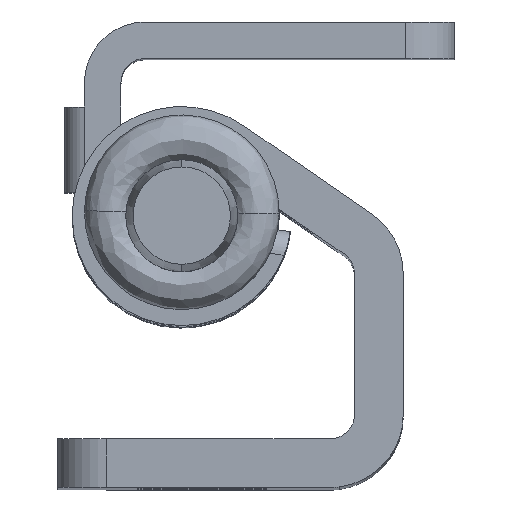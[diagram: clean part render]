
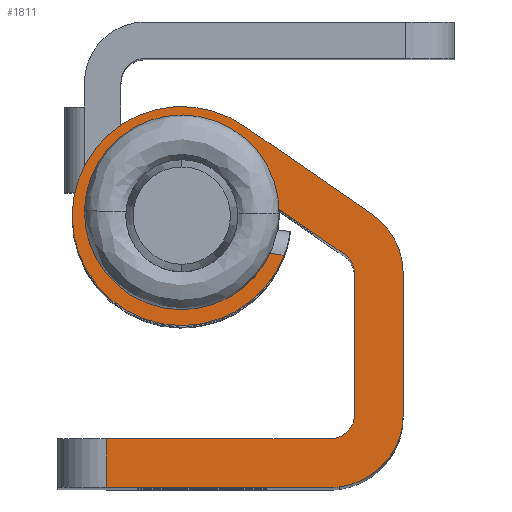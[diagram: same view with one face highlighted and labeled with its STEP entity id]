
A CAD part, top view. The second image highlights one B-rep face of the part: STEP entity #1811.
In plain terms, the highlighted planar face has unit normal (0, 0, -1).
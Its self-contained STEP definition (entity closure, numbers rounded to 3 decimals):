
#19 = VECTOR ( 'NONE', #650, 1000. ) ;
#23 = CARTESIAN_POINT ( 'NONE',  ( -83.638, 15.367, 64.689 ) ) ;
#26 = CARTESIAN_POINT ( 'NONE',  ( -74.538, 7.217, 64.689 ) ) ;
#67 = EDGE_CURVE ( 'NONE', #810, #306, #2080, .T. ) ;
#70 = ORIENTED_EDGE ( 'NONE', *, *, #643, .F. ) ;
#71 = DIRECTION ( 'NONE',  ( -1., 0., 0. ) ) ;
#74 = ORIENTED_EDGE ( 'NONE', *, *, #1618, .F. ) ;
#76 = DIRECTION ( 'NONE',  ( 0., 0., 1. ) ) ;
#87 = CARTESIAN_POINT ( 'NONE',  ( -88.738, 4.067, 64.689 ) ) ;
#89 = VERTEX_POINT ( 'NONE', #570 ) ;
#95 = CARTESIAN_POINT ( 'NONE',  ( -77.538, 7.217, 64.689 ) ) ;
#112 = DIRECTION ( 'NONE',  ( 0., 0., -1. ) ) ;
#164 = CIRCLE ( 'NONE', #1912, 4.5 ) ;
#184 = DIRECTION ( 'NONE',  ( -1., 0., 0. ) ) ;
#191 = VERTEX_POINT ( 'NONE', #1589 ) ;
#264 = DIRECTION ( 'NONE',  ( -0.99, 0.142, 0. ) ) ;
#275 = DIRECTION ( 'NONE',  ( -1., 0., 0. ) ) ;
#287 = AXIS2_PLACEMENT_3D ( 'NONE', #1593, #1793, #400 ) ;
#306 = VERTEX_POINT ( 'NONE', #26 ) ;
#350 = LINE ( 'NONE', #1590, #421 ) ;
#358 = ORIENTED_EDGE ( 'NONE', *, *, #67, .F. ) ;
#366 = CARTESIAN_POINT ( 'NONE',  ( -82.221, 17.427, 64.689 ) ) ;
#400 = DIRECTION ( 'NONE',  ( -1., 0., 0. ) ) ;
#421 = VECTOR ( 'NONE', #1307, 1000. ) ;
#423 = VECTOR ( 'NONE', #264, 1000. ) ;
#462 = VERTEX_POINT ( 'NONE', #2285 ) ;
#484 = CIRCLE ( 'NONE', #2644, 1. ) ;
#514 = DIRECTION ( 'NONE',  ( 0., 0., -1. ) ) ;
#533 = DIRECTION ( 'NONE',  ( 1., 0., 0. ) ) ;
#534 = LINE ( 'NONE', #2927, #423 ) ;
#545 = FACE_OUTER_BOUND ( 'NONE', #607, .T. ) ;
#558 = DIRECTION ( 'NONE',  ( 0., 0., -1. ) ) ;
#566 = EDGE_CURVE ( 'NONE', #673, #2722, #3044, .T. ) ;
#568 = EDGE_CURVE ( 'NONE', #191, #2987, #484, .T. ) ;
#570 = CARTESIAN_POINT ( 'NONE',  ( -77.388, 4.217, 64.689 ) ) ;
#607 = EDGE_LOOP ( 'NONE', ( #708, #1679, #878, #1142, #74, #2659, #70, #2388, #885, #2415, #2608, #2380, #2549, #968, #1913, #2284, #704, #358 ) ) ;
#623 = EDGE_CURVE ( 'NONE', #1003, #89, #884, .T. ) ;
#642 = VERTEX_POINT ( 'NONE', #1715 ) ;
#643 = EDGE_CURVE ( 'NONE', #2987, #2201, #1295, .T. ) ;
#650 = DIRECTION ( 'NONE',  ( 0., -1., 0. ) ) ;
#657 = CARTESIAN_POINT ( 'NONE',  ( -76.538, 7.217, 64.689 ) ) ;
#658 = EDGE_CURVE ( 'NONE', #2722, #191, #2004, .T. ) ;
#663 = DIRECTION ( 'NONE',  ( 1., 0., 0. ) ) ;
#673 = VERTEX_POINT ( 'NONE', #1808 ) ;
#674 = EDGE_CURVE ( 'NONE', #3017, #1222, #1480, .T. ) ;
#676 = VECTOR ( 'NONE', #1531, 1000. ) ;
#689 = CARTESIAN_POINT ( 'NONE',  ( -86.738, 6.217, 64.689 ) ) ;
#692 = CARTESIAN_POINT ( 'NONE',  ( -77.176, 4.239, 64.689 ) ) ;
#704 = ORIENTED_EDGE ( 'NONE', *, *, #1237, .F. ) ;
#708 = ORIENTED_EDGE ( 'NONE', *, *, #2390, .F. ) ;
#714 = DIRECTION ( 'NONE',  ( -1., 0., 0. ) ) ;
#721 = CIRCLE ( 'NONE', #2217, 1. ) ;
#727 = AXIS2_PLACEMENT_3D ( 'NONE', #95, #1973, #803 ) ;
#738 = VERTEX_POINT ( 'NONE', #2331 ) ;
#761 = CARTESIAN_POINT ( 'NONE',  ( -77.538, 12.99, 64.689 ) ) ;
#800 = AXIS2_PLACEMENT_3D ( 'NONE', #87, #1135, #663 ) ;
#803 = DIRECTION ( 'NONE',  ( -1., 0., 0. ) ) ;
#810 = VERTEX_POINT ( 'NONE', #692 ) ;
#878 = ORIENTED_EDGE ( 'NONE', *, *, #1355, .F. ) ;
#884 = CIRCLE ( 'NONE', #2440, 3. ) ;
#885 = ORIENTED_EDGE ( 'NONE', *, *, #658, .F. ) ;
#968 = ORIENTED_EDGE ( 'NONE', *, *, #1691, .F. ) ;
#970 = CARTESIAN_POINT ( 'NONE',  ( -77.538, 7.217, 64.689 ) ) ;
#1003 = VERTEX_POINT ( 'NONE', #1258 ) ;
#1013 = CARTESIAN_POINT ( 'NONE',  ( -76.538, 4.067, 64.689 ) ) ;
#1055 = CARTESIAN_POINT ( 'NONE',  ( -83.638, 15.367, 64.689 ) ) ;
#1135 = DIRECTION ( 'NONE',  ( 0., 0., 1. ) ) ;
#1142 = ORIENTED_EDGE ( 'NONE', *, *, #2915, .F. ) ;
#1170 = DIRECTION ( 'NONE',  ( 0., 0., 1. ) ) ;
#1216 = AXIS2_PLACEMENT_3D ( 'NONE', #2591, #2816, #184 ) ;
#1222 = VERTEX_POINT ( 'NONE', #1836 ) ;
#1237 = EDGE_CURVE ( 'NONE', #306, #462, #350, .T. ) ;
#1252 = LINE ( 'NONE', #2465, #2379 ) ;
#1258 = CARTESIAN_POINT ( 'NONE',  ( -77.176, 4.225, 64.689 ) ) ;
#1260 = VERTEX_POINT ( 'NONE', #2879 ) ;
#1292 = EDGE_CURVE ( 'NONE', #2201, #738, #721, .T. ) ;
#1295 = LINE ( 'NONE', #1013, #676 ) ;
#1307 = DIRECTION ( 'NONE',  ( 0., 1., 0. ) ) ;
#1321 = VECTOR ( 'NONE', #533, 1000. ) ;
#1355 = EDGE_CURVE ( 'NONE', #1260, #89, #2690, .T. ) ;
#1371 = EDGE_CURVE ( 'NONE', #462, #642, #1468, .T. ) ;
#1418 = CARTESIAN_POINT ( 'NONE',  ( -76.538, 12.99, 64.689 ) ) ;
#1437 = LINE ( 'NONE', #1716, #1818 ) ;
#1452 = CARTESIAN_POINT ( 'NONE',  ( -81.087, 19.074, 64.689 ) ) ;
#1468 = CIRCLE ( 'NONE', #3074, 3. ) ;
#1480 = CIRCLE ( 'NONE', #287, 4.5 ) ;
#1503 = CARTESIAN_POINT ( 'NONE',  ( -77.538, 12.99, 64.689 ) ) ;
#1531 = DIRECTION ( 'NONE',  ( 0., -1., 0. ) ) ;
#1561 = DIRECTION ( 'NONE',  ( 0.824, -0.567, 0. ) ) ;
#1582 = EDGE_CURVE ( 'NONE', #3045, #673, #2625, .T. ) ;
#1589 = CARTESIAN_POINT ( 'NONE',  ( -76.971, 13.814, 64.689 ) ) ;
#1590 = CARTESIAN_POINT ( 'NONE',  ( -74.538, 4.067, 64.689 ) ) ;
#1593 = CARTESIAN_POINT ( 'NONE',  ( -83.638, 15.367, 64.689 ) ) ;
#1602 = EDGE_CURVE ( 'NONE', #642, #1641, #1611, .T. ) ;
#1611 = LINE ( 'NONE', #2830, #2324 ) ;
#1618 = EDGE_CURVE ( 'NONE', #738, #2300, #1437, .T. ) ;
#1636 = VECTOR ( 'NONE', #1561, 1000. ) ;
#1641 = VERTEX_POINT ( 'NONE', #1452 ) ;
#1679 = ORIENTED_EDGE ( 'NONE', *, *, #623, .T. ) ;
#1691 = EDGE_CURVE ( 'NONE', #1641, #3017, #164, .T. ) ;
#1715 = CARTESIAN_POINT ( 'NONE',  ( -75.838, 15.461, 64.689 ) ) ;
#1716 = CARTESIAN_POINT ( 'NONE',  ( -88.738, 6.217, 64.689 ) ) ;
#1793 = DIRECTION ( 'NONE',  ( 0., 0., 1. ) ) ;
#1808 = CARTESIAN_POINT ( 'NONE',  ( -86.138, 15.367, 64.689 ) ) ;
#1811 = ADVANCED_FACE ( 'NONE', ( #545 ), #2252, .F. ) ;
#1818 = VECTOR ( 'NONE', #714, 1000. ) ;
#1836 = CARTESIAN_POINT ( 'NONE',  ( -79.437, 13.755, 64.689 ) ) ;
#1912 = AXIS2_PLACEMENT_3D ( 'NONE', #23, #1170, #275 ) ;
#1913 = ORIENTED_EDGE ( 'NONE', *, *, #1602, .F. ) ;
#1973 = DIRECTION ( 'NONE',  ( 0., 0., 1. ) ) ;
#2004 = LINE ( 'NONE', #366, #1636 ) ;
#2080 = CIRCLE ( 'NONE', #727, 3. ) ;
#2084 = AXIS2_PLACEMENT_3D ( 'NONE', #1055, #2937, #2216 ) ;
#2151 = DIRECTION ( 'NONE',  ( -0.824, 0.567, 0. ) ) ;
#2174 = DIRECTION ( 'NONE',  ( 0., 1., 0. ) ) ;
#2201 = VERTEX_POINT ( 'NONE', #657 ) ;
#2216 = DIRECTION ( 'NONE',  ( -1., 0., 0. ) ) ;
#2217 = AXIS2_PLACEMENT_3D ( 'NONE', #970, #514, #2398 ) ;
#2252 = PLANE ( 'NONE',  #800 ) ;
#2264 = CARTESIAN_POINT ( 'NONE',  ( -77.388, 7.217, 64.689 ) ) ;
#2270 = DIRECTION ( 'NONE',  ( -1., 0., 0. ) ) ;
#2284 = ORIENTED_EDGE ( 'NONE', *, *, #1371, .F. ) ;
#2285 = CARTESIAN_POINT ( 'NONE',  ( -74.538, 12.99, 64.689 ) ) ;
#2300 = VERTEX_POINT ( 'NONE', #689 ) ;
#2324 = VECTOR ( 'NONE', #2151, 1000. ) ;
#2331 = CARTESIAN_POINT ( 'NONE',  ( -77.538, 6.217, 64.689 ) ) ;
#2378 = CARTESIAN_POINT ( 'NONE',  ( -88.138, 15.367, 64.689 ) ) ;
#2379 = VECTOR ( 'NONE', #2174, 1000. ) ;
#2380 = ORIENTED_EDGE ( 'NONE', *, *, #2401, .F. ) ;
#2388 = ORIENTED_EDGE ( 'NONE', *, *, #568, .F. ) ;
#2390 = EDGE_CURVE ( 'NONE', #1003, #810, #1252, .T. ) ;
#2398 = DIRECTION ( 'NONE',  ( 1., 0., 0. ) ) ;
#2401 = EDGE_CURVE ( 'NONE', #1222, #3045, #534, .T. ) ;
#2415 = ORIENTED_EDGE ( 'NONE', *, *, #566, .F. ) ;
#2440 = AXIS2_PLACEMENT_3D ( 'NONE', #2264, #112, #71 ) ;
#2465 = CARTESIAN_POINT ( 'NONE',  ( -77.176, 4.067, 64.689 ) ) ;
#2493 = DIRECTION ( 'NONE',  ( 1., 0., 0. ) ) ;
#2549 = ORIENTED_EDGE ( 'NONE', *, *, #674, .F. ) ;
#2588 = CARTESIAN_POINT ( 'NONE',  ( -86.738, 4.067, 64.689 ) ) ;
#2591 = CARTESIAN_POINT ( 'NONE',  ( -83.638, 15.367, 64.689 ) ) ;
#2601 = LINE ( 'NONE', #2588, #19 ) ;
#2608 = ORIENTED_EDGE ( 'NONE', *, *, #1582, .F. ) ;
#2625 = CIRCLE ( 'NONE', #1216, 2.5 ) ;
#2635 = CARTESIAN_POINT ( 'NONE',  ( -82.221, 17.427, 64.689 ) ) ;
#2644 = AXIS2_PLACEMENT_3D ( 'NONE', #761, #558, #2493 ) ;
#2656 = CARTESIAN_POINT ( 'NONE',  ( -88.738, 4.217, 64.689 ) ) ;
#2659 = ORIENTED_EDGE ( 'NONE', *, *, #1292, .F. ) ;
#2690 = LINE ( 'NONE', #2656, #1321 ) ;
#2722 = VERTEX_POINT ( 'NONE', #2635 ) ;
#2816 = DIRECTION ( 'NONE',  ( 0., 0., -1. ) ) ;
#2830 = CARTESIAN_POINT ( 'NONE',  ( -75.838, 15.461, 64.689 ) ) ;
#2879 = CARTESIAN_POINT ( 'NONE',  ( -86.738, 4.217, 64.689 ) ) ;
#2915 = EDGE_CURVE ( 'NONE', #2300, #1260, #2601, .T. ) ;
#2927 = CARTESIAN_POINT ( 'NONE',  ( -79.437, 13.755, 64.689 ) ) ;
#2937 = DIRECTION ( 'NONE',  ( 0., 0., -1. ) ) ;
#2987 = VERTEX_POINT ( 'NONE', #1418 ) ;
#3017 = VERTEX_POINT ( 'NONE', #2378 ) ;
#3044 = CIRCLE ( 'NONE', #2084, 2.5 ) ;
#3045 = VERTEX_POINT ( 'NONE', #3097 ) ;
#3074 = AXIS2_PLACEMENT_3D ( 'NONE', #1503, #76, #2270 ) ;
#3097 = CARTESIAN_POINT ( 'NONE',  ( -81.512, 14.053, 64.689 ) ) ;
